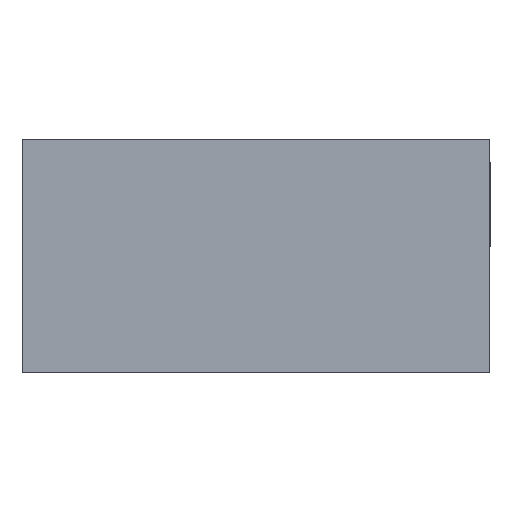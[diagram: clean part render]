
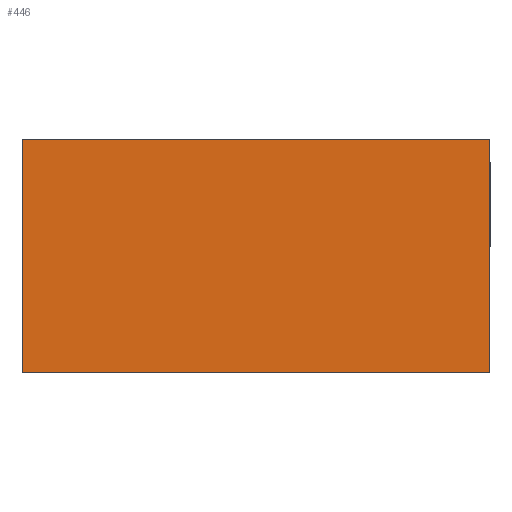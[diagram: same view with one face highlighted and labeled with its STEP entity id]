
A CAD part, left-side view. The second image highlights one B-rep face of the part: STEP entity #446.
In plain terms, the highlighted planar face has unit normal (-1, 0, 0).
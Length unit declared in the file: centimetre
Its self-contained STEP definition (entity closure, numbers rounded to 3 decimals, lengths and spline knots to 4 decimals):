
#140 = CARTESIAN_POINT ( 'NONE',  ( -6., 20., 5. ) ) ;
#149 = CARTESIAN_POINT ( 'NONE',  ( -6., 0., 5. ) ) ;
#168 = CARTESIAN_POINT ( 'NONE',  ( -6., 20., 0. ) ) ;
#184 = EDGE_CURVE ( 'NONE', #1124, #1145, #218, .T. ) ;
#218 = LINE ( 'NONE', #838, #1811 ) ;
#265 = DIRECTION ( 'NONE',  ( 0., 0., 1. ) ) ;
#269 = VECTOR ( 'NONE', #1187, 100. ) ;
#299 = AXIS2_PLACEMENT_3D ( 'NONE', #1821, #1215, #265 ) ;
#374 = EDGE_CURVE ( 'NONE', #1491, #1706, #1100, .T. ) ;
#375 = CARTESIAN_POINT ( 'NONE',  ( -6., 0., -5. ) ) ;
#446 = ADVANCED_FACE ( 'NONE', ( #509 ), #1043, .T. ) ;
#491 = ORIENTED_EDGE ( 'NONE', *, *, #1857, .F. ) ;
#509 = FACE_OUTER_BOUND ( 'NONE', #1813, .T. ) ;
#555 = VECTOR ( 'NONE', #1504, 100. ) ;
#556 = ORIENTED_EDGE ( 'NONE', *, *, #1275, .T. ) ;
#802 = ORIENTED_EDGE ( 'NONE', *, *, #184, .F. ) ;
#821 = ORIENTED_EDGE ( 'NONE', *, *, #374, .T. ) ;
#838 = CARTESIAN_POINT ( 'NONE',  ( -6., 20., 5. ) ) ;
#875 = CARTESIAN_POINT ( 'NONE',  ( -6., 20., -5. ) ) ;
#1043 = PLANE ( 'NONE',  #299 ) ;
#1100 = LINE ( 'NONE', #875, #269 ) ;
#1124 = VERTEX_POINT ( 'NONE', #140 ) ;
#1145 = VERTEX_POINT ( 'NONE', #149 ) ;
#1187 = DIRECTION ( 'NONE',  ( 0., -1., 0. ) ) ;
#1215 = DIRECTION ( 'NONE',  ( -1., 0., 0. ) ) ;
#1275 = EDGE_CURVE ( 'NONE', #1124, #1491, #1816, .T. ) ;
#1301 = DIRECTION ( 'NONE',  ( 0., -1., 0. ) ) ;
#1322 = CARTESIAN_POINT ( 'NONE',  ( -6., 0., 0. ) ) ;
#1376 = LINE ( 'NONE', #1322, #1523 ) ;
#1471 = DIRECTION ( 'NONE',  ( 0., 0., -1. ) ) ;
#1491 = VERTEX_POINT ( 'NONE', #1897 ) ;
#1504 = DIRECTION ( 'NONE',  ( 0., 0., -1. ) ) ;
#1523 = VECTOR ( 'NONE', #1471, 100. ) ;
#1706 = VERTEX_POINT ( 'NONE', #375 ) ;
#1811 = VECTOR ( 'NONE', #1301, 100. ) ;
#1813 = EDGE_LOOP ( 'NONE', ( #491, #802, #556, #821 ) ) ;
#1816 = LINE ( 'NONE', #168, #555 ) ;
#1821 = CARTESIAN_POINT ( 'NONE',  ( -6., 20., 0. ) ) ;
#1857 = EDGE_CURVE ( 'NONE', #1145, #1706, #1376, .T. ) ;
#1897 = CARTESIAN_POINT ( 'NONE',  ( -6., 20., -5. ) ) ;
